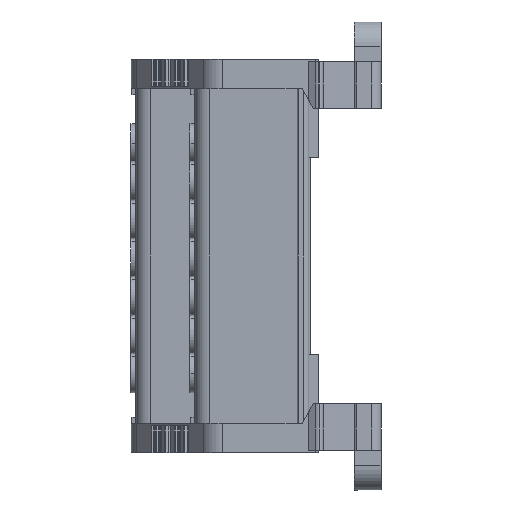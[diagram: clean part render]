
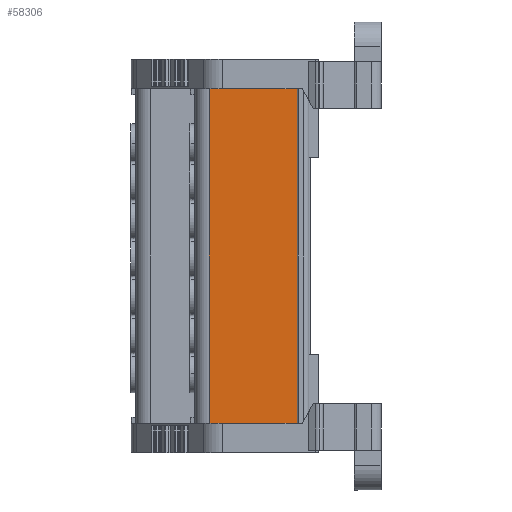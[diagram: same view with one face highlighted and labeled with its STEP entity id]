
A CAD part, left-side view. The second image highlights one B-rep face of the part: STEP entity #58306.
In plain terms, the highlighted planar face has unit normal (-1, 0.018, 0).
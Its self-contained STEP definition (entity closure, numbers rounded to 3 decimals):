
#4735 = DIRECTION ( 'NONE',  ( 0.017, 1., 0. ) ) ;
#4758 = CARTESIAN_POINT ( 'NONE',  ( -63.642, 37.602, -37.108 ) ) ;
#4771 = PLANE ( 'NONE',  #11178 ) ;
#4774 = DIRECTION ( 'NONE',  ( 1., -0.017, 0. ) ) ;
#4775 = FACE_OUTER_BOUND ( 'NONE', #46082, .T. ) ;
#7330 = VECTOR ( 'NONE', #21936, 1000. ) ;
#11178 = AXIS2_PLACEMENT_3D ( 'NONE', #4758, #4774, #4735 ) ;
#12571 = LINE ( 'NONE', #12575, #13715 ) ;
#12575 = CARTESIAN_POINT ( 'NONE',  ( -64.043, 14.654, -37.108 ) ) ;
#12626 = DIRECTION ( 'NONE',  ( 0., 0., -1. ) ) ;
#13715 = VECTOR ( 'NONE', #12626, 1000. ) ;
#21759 = CARTESIAN_POINT ( 'NONE',  ( -63.712, 33.604, -36.098 ) ) ;
#21760 = DIRECTION ( 'NONE',  ( 0.017, 1., 0. ) ) ;
#21771 = LINE ( 'NONE', #21759, #59379 ) ;
#21902 = CARTESIAN_POINT ( 'NONE',  ( -63.642, 37.602, 31.972 ) ) ;
#21934 = LINE ( 'NONE', #21902, #7330 ) ;
#21936 = DIRECTION ( 'NONE',  ( 0.017, 1., 0. ) ) ;
#23143 = CARTESIAN_POINT ( 'NONE',  ( -63.712, 33.604, -23.913 ) ) ;
#23184 = DIRECTION ( 'NONE',  ( 0., 0., 1. ) ) ;
#23215 = LINE ( 'NONE', #23143, #59602 ) ;
#31740 = CARTESIAN_POINT ( 'NONE',  ( -64.043, 14.654, -36.098 ) ) ;
#33052 = CARTESIAN_POINT ( 'NONE',  ( -64.043, 14.654, 31.972 ) ) ;
#33120 = CARTESIAN_POINT ( 'NONE',  ( -63.712, 33.604, 31.972 ) ) ;
#34023 = CARTESIAN_POINT ( 'NONE',  ( -63.712, 33.604, -36.098 ) ) ;
#46082 = EDGE_LOOP ( 'NONE', ( #55587, #55601, #55588, #55532 ) ) ;
#50262 = VERTEX_POINT ( 'NONE', #33052 ) ;
#50318 = VERTEX_POINT ( 'NONE', #33120 ) ;
#50354 = VERTEX_POINT ( 'NONE', #34023 ) ;
#50443 = VERTEX_POINT ( 'NONE', #31740 ) ;
#53313 = EDGE_CURVE ( 'NONE', #50262, #50318, #21934, .T. ) ;
#53513 = EDGE_CURVE ( 'NONE', #50354, #50318, #23215, .T. ) ;
#53622 = EDGE_CURVE ( 'NONE', #50443, #50354, #21771, .T. ) ;
#55532 = ORIENTED_EDGE ( 'NONE', *, *, #57014, .F. ) ;
#55587 = ORIENTED_EDGE ( 'NONE', *, *, #53313, .T. ) ;
#55588 = ORIENTED_EDGE ( 'NONE', *, *, #53622, .F. ) ;
#55601 = ORIENTED_EDGE ( 'NONE', *, *, #53513, .F. ) ;
#57014 = EDGE_CURVE ( 'NONE', #50262, #50443, #12571, .T. ) ;
#58306 = ADVANCED_FACE ( 'NONE', ( #4775 ), #4771, .F. ) ;
#59379 = VECTOR ( 'NONE', #21760, 1000. ) ;
#59602 = VECTOR ( 'NONE', #23184, 1000. ) ;
